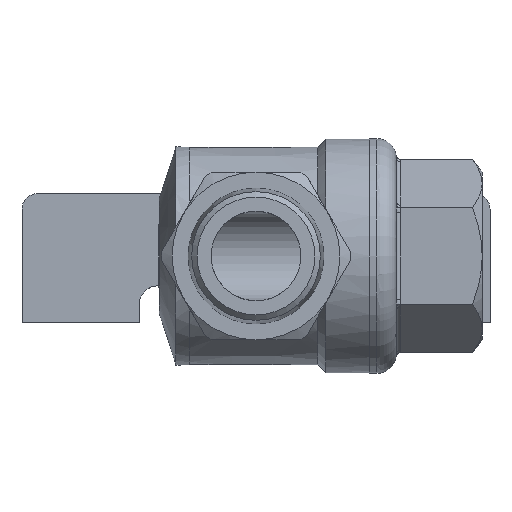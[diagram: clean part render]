
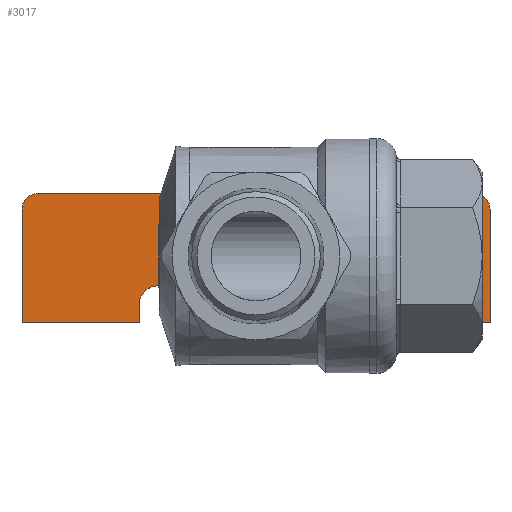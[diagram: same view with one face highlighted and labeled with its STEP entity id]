
A CAD part, front view. The second image highlights one B-rep face of the part: STEP entity #3017.
In plain terms, the highlighted planar face has unit normal (0, -1, 0).
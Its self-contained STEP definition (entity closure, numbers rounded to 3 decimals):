
#188=LINE('',#4793,#393);
#227=LINE('',#4928,#432);
#229=LINE('',#4932,#434);
#231=LINE('',#4936,#436);
#233=LINE('',#4942,#438);
#240=LINE('',#4959,#445);
#244=LINE('',#4969,#449);
#246=LINE('',#4973,#451);
#248=LINE('',#4977,#453);
#393=VECTOR('',#3797,1000.);
#432=VECTOR('',#3918,1000.);
#434=VECTOR('',#3922,1000.);
#436=VECTOR('',#3926,1000.);
#438=VECTOR('',#3934,1000.);
#445=VECTOR('',#3957,1000.);
#449=VECTOR('',#3967,1000.);
#451=VECTOR('',#3971,1000.);
#453=VECTOR('',#3975,1000.);
#560=PLANE('',#3310);
#650=CIRCLE('',#3209,4.);
#695=CIRCLE('',#3285,2.5);
#696=CIRCLE('',#3290,2.);
#697=CIRCLE('',#3293,1.);
#698=CIRCLE('',#3298,1.);
#699=CIRCLE('',#3301,2.);
#700=CIRCLE('',#3306,2.5);
#701=CIRCLE('',#3311,11.5);
#1297=ORIENTED_EDGE('',*,*,#1773,.T.);
#1298=ORIENTED_EDGE('',*,*,#1903,.T.);
#1299=ORIENTED_EDGE('',*,*,#1828,.T.);
#1300=ORIENTED_EDGE('',*,*,#1908,.T.);
#1301=ORIENTED_EDGE('',*,*,#1910,.F.);
#1302=ORIENTED_EDGE('',*,*,#1912,.F.);
#1303=ORIENTED_EDGE('',*,*,#1915,.F.);
#1304=ORIENTED_EDGE('',*,*,#1917,.F.);
#1305=ORIENTED_EDGE('',*,*,#1919,.T.);
#1306=ORIENTED_EDGE('',*,*,#1921,.T.);
#1307=ORIENTED_EDGE('',*,*,#1923,.F.);
#1308=ORIENTED_EDGE('',*,*,#1891,.T.);
#1309=ORIENTED_EDGE('',*,*,#1894,.T.);
#1310=ORIENTED_EDGE('',*,*,#1896,.F.);
#1311=ORIENTED_EDGE('',*,*,#1898,.F.);
#1312=ORIENTED_EDGE('',*,*,#1899,.F.);
#1313=ORIENTED_EDGE('',*,*,#1901,.F.);
#1773=EDGE_CURVE('',#2170,#2170,#650,.T.);
#1828=EDGE_CURVE('',#2212,#2210,#188,.T.);
#1891=EDGE_CURVE('',#2255,#2254,#695,.T.);
#1894=EDGE_CURVE('',#2254,#2256,#227,.T.);
#1896=EDGE_CURVE('',#2257,#2256,#229,.T.);
#1898=EDGE_CURVE('',#2258,#2257,#231,.T.);
#1899=EDGE_CURVE('',#2259,#2258,#696,.T.);
#1901=EDGE_CURVE('',#2260,#2259,#233,.T.);
#1903=EDGE_CURVE('',#2260,#2212,#697,.T.);
#1908=EDGE_CURVE('',#2210,#2261,#698,.T.);
#1910=EDGE_CURVE('',#2262,#2261,#240,.T.);
#1912=EDGE_CURVE('',#2263,#2262,#699,.T.);
#1915=EDGE_CURVE('',#2264,#2263,#244,.T.);
#1917=EDGE_CURVE('',#2265,#2264,#246,.T.);
#1919=EDGE_CURVE('',#2265,#2266,#248,.T.);
#1921=EDGE_CURVE('',#2266,#2267,#700,.T.);
#1923=EDGE_CURVE('',#2255,#2267,#701,.T.);
#2170=VERTEX_POINT('',#4681);
#2210=VERTEX_POINT('',#4791);
#2212=VERTEX_POINT('',#4794);
#2254=VERTEX_POINT('',#4921);
#2255=VERTEX_POINT('',#4923);
#2256=VERTEX_POINT('',#4927);
#2257=VERTEX_POINT('',#4931);
#2258=VERTEX_POINT('',#4935);
#2259=VERTEX_POINT('',#4939);
#2260=VERTEX_POINT('',#4943);
#2261=VERTEX_POINT('',#4956);
#2262=VERTEX_POINT('',#4960);
#2263=VERTEX_POINT('',#4964);
#2264=VERTEX_POINT('',#4968);
#2265=VERTEX_POINT('',#4972);
#2266=VERTEX_POINT('',#4976);
#2267=VERTEX_POINT('',#4980);
#2575=EDGE_LOOP('',(#1297));
#2576=EDGE_LOOP('',(#1298,#1299,#1300,#1301,#1302,#1303,#1304,#1305,#1306,
#1307,#1308,#1309,#1310,#1311,#1312,#1313));
#2795=FACE_BOUND('',#2575,.T.);
#2796=FACE_BOUND('',#2576,.T.);
#3017=ADVANCED_FACE('',(#2795,#2796),#560,.F.);
#3209=AXIS2_PLACEMENT_3D('',#4680,#3689,#3690);
#3285=AXIS2_PLACEMENT_3D('',#4922,#3912,#3913);
#3290=AXIS2_PLACEMENT_3D('',#4938,#3929,#3930);
#3293=AXIS2_PLACEMENT_3D('',#4946,#3938,#3939);
#3298=AXIS2_PLACEMENT_3D('',#4955,#3952,#3953);
#3301=AXIS2_PLACEMENT_3D('',#4963,#3961,#3962);
#3306=AXIS2_PLACEMENT_3D('',#4981,#3979,#3980);
#3310=AXIS2_PLACEMENT_3D('',#4986,#3988,#3989);
#3311=AXIS2_PLACEMENT_3D('',#4987,#3990,#3991);
#3689=DIRECTION('',(0.,1.,0.));
#3690=DIRECTION('',(0.,0.,-1.));
#3797=DIRECTION('',(-1.,0.,0.));
#3912=DIRECTION('',(0.,1.,0.));
#3913=DIRECTION('',(0.,0.,1.));
#3918=DIRECTION('',(0.,0.,-1.));
#3922=DIRECTION('',(-1.,0.,0.));
#3926=DIRECTION('',(0.,0.,-1.));
#3929=DIRECTION('',(0.,1.,0.));
#3930=DIRECTION('',(0.,0.,1.));
#3934=DIRECTION('',(1.,0.,0.));
#3938=DIRECTION('',(0.,1.,0.));
#3939=DIRECTION('',(0.,0.,1.));
#3952=DIRECTION('',(0.,1.,0.));
#3953=DIRECTION('',(0.,0.,1.));
#3957=DIRECTION('',(1.,0.,0.));
#3961=DIRECTION('',(0.,1.,0.));
#3962=DIRECTION('',(0.,0.,1.));
#3967=DIRECTION('',(0.,0.,1.));
#3971=DIRECTION('',(-1.,0.,0.));
#3975=DIRECTION('',(0.,0.,1.));
#3979=DIRECTION('',(0.,1.,0.));
#3980=DIRECTION('',(0.,0.,1.));
#3988=DIRECTION('',(0.,1.,0.));
#3989=DIRECTION('',(0.,0.,1.));
#3990=DIRECTION('',(0.,1.,0.));
#3991=DIRECTION('',(0.,0.,1.));
#4680=CARTESIAN_POINT('',(0.,26.5,0.));
#4681=CARTESIAN_POINT('',(0.,26.5,-4.));
#4791=CARTESIAN_POINT('',(-3.1,26.5,9.));
#4793=CARTESIAN_POINT('',(-3.1,26.5,9.));
#4794=CARTESIAN_POINT('',(3.1,26.5,9.));
#4921=CARTESIAN_POINT('',(15.,26.5,-6.305));
#4922=CARTESIAN_POINT('',(12.5,26.5,-6.305));
#4923=CARTESIAN_POINT('',(10.268,26.5,-5.179));
#4927=CARTESIAN_POINT('',(15.,26.5,-8.5));
#4928=CARTESIAN_POINT('',(15.,26.5,0.));
#4931=CARTESIAN_POINT('',(30.,26.5,-8.5));
#4932=CARTESIAN_POINT('',(0.,26.5,-8.5));
#4935=CARTESIAN_POINT('',(30.,26.5,6.));
#4936=CARTESIAN_POINT('',(30.,26.5,0.));
#4938=CARTESIAN_POINT('',(28.,26.5,6.));
#4939=CARTESIAN_POINT('',(28.,26.5,8.));
#4942=CARTESIAN_POINT('',(0.,26.5,8.));
#4943=CARTESIAN_POINT('',(4.1,26.5,8.));
#4946=CARTESIAN_POINT('',(4.1,26.5,9.));
#4955=CARTESIAN_POINT('',(-4.1,26.5,9.));
#4956=CARTESIAN_POINT('',(-4.1,26.5,8.));
#4959=CARTESIAN_POINT('',(0.,26.5,8.));
#4960=CARTESIAN_POINT('',(-28.,26.5,8.));
#4963=CARTESIAN_POINT('',(-28.,26.5,6.));
#4964=CARTESIAN_POINT('',(-30.,26.5,6.));
#4968=CARTESIAN_POINT('',(-30.,26.5,-8.5));
#4969=CARTESIAN_POINT('',(-30.,26.5,0.));
#4972=CARTESIAN_POINT('',(-15.,26.5,-8.5));
#4973=CARTESIAN_POINT('',(0.,26.5,-8.5));
#4976=CARTESIAN_POINT('',(-15.,26.5,-6.305));
#4977=CARTESIAN_POINT('',(-15.,26.5,0.));
#4980=CARTESIAN_POINT('',(-10.268,26.5,-5.179));
#4981=CARTESIAN_POINT('',(-12.5,26.5,-6.305));
#4986=CARTESIAN_POINT('',(0.,26.5,0.));
#4987=CARTESIAN_POINT('',(0.,26.5,0.));
